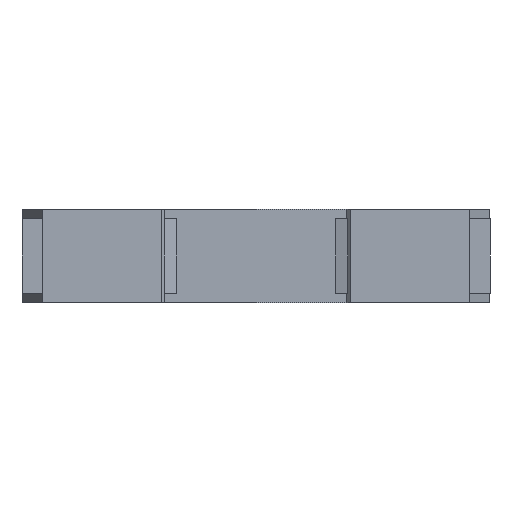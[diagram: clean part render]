
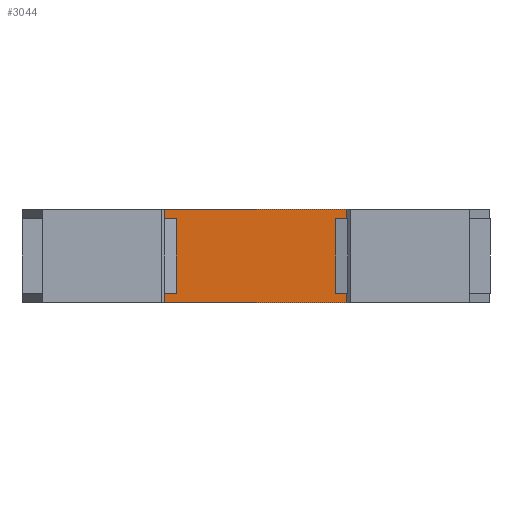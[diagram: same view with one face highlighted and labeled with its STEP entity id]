
A CAD part, front view. The second image highlights one B-rep face of the part: STEP entity #3044.
In plain terms, the highlighted planar face has unit normal (0, -1, 0).
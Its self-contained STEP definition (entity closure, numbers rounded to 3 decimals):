
#25 = VECTOR ( 'NONE', #187, 1000. ) ;
#30 = LINE ( 'NONE', #194, #25 ) ;
#187 = DIRECTION ( 'NONE',  ( 0., 0., 1. ) ) ;
#194 = CARTESIAN_POINT ( 'NONE',  ( 62.5, -61., 0. ) ) ;
#238 = DIRECTION ( 'NONE',  ( 0., 0., 1. ) ) ;
#329 = CARTESIAN_POINT ( 'NONE',  ( 0., -61., 17.9 ) ) ;
#375 = DIRECTION ( 'NONE',  ( 1., 0., 0. ) ) ;
#432 = CARTESIAN_POINT ( 'NONE',  ( 27.5, -61., 0. ) ) ;
#626 = EDGE_CURVE ( 'NONE', #2160, #1814, #30, .T. ) ;
#705 = ORIENTED_EDGE ( 'NONE', *, *, #1693, .T. ) ;
#857 = CARTESIAN_POINT ( 'NONE',  ( 62.5, -61., 0. ) ) ;
#883 = VECTOR ( 'NONE', #238, 1000. ) ;
#890 = VECTOR ( 'NONE', #375, 1000. ) ;
#895 = LINE ( 'NONE', #432, #883 ) ;
#898 = LINE ( 'NONE', #329, #890 ) ;
#1225 = FACE_OUTER_BOUND ( 'NONE', #2189, .T. ) ;
#1693 = EDGE_CURVE ( 'NONE', #1768, #2160, #2293, .T. ) ;
#1738 = ORIENTED_EDGE ( 'NONE', *, *, #3406, .F. ) ;
#1768 = VERTEX_POINT ( 'NONE', #3170 ) ;
#1772 = VERTEX_POINT ( 'NONE', #3198 ) ;
#1814 = VERTEX_POINT ( 'NONE', #1868 ) ;
#1868 = CARTESIAN_POINT ( 'NONE',  ( 62.5, -61., 17.9 ) ) ;
#2160 = VERTEX_POINT ( 'NONE', #857 ) ;
#2189 = EDGE_LOOP ( 'NONE', ( #2926, #1738, #705, #3168 ) ) ;
#2279 = VECTOR ( 'NONE', #2784, 1000. ) ;
#2293 = LINE ( 'NONE', #2757, #2279 ) ;
#2757 = CARTESIAN_POINT ( 'NONE',  ( 0., -61., 0. ) ) ;
#2760 = DIRECTION ( 'NONE',  ( 0., 0., -1. ) ) ;
#2776 = DIRECTION ( 'NONE',  ( 0., -1., 0. ) ) ;
#2784 = DIRECTION ( 'NONE',  ( 1., 0., 0. ) ) ;
#2801 = PLANE ( 'NONE',  #3559 ) ;
#2926 = ORIENTED_EDGE ( 'NONE', *, *, #3401, .F. ) ;
#3038 = CARTESIAN_POINT ( 'NONE',  ( 0., -61., 0. ) ) ;
#3044 = ADVANCED_FACE ( 'NONE', ( #1225 ), #2801, .T. ) ;
#3168 = ORIENTED_EDGE ( 'NONE', *, *, #626, .T. ) ;
#3170 = CARTESIAN_POINT ( 'NONE',  ( 27.5, -61., 0. ) ) ;
#3198 = CARTESIAN_POINT ( 'NONE',  ( 27.5, -61., 17.9 ) ) ;
#3401 = EDGE_CURVE ( 'NONE', #1772, #1814, #898, .T. ) ;
#3406 = EDGE_CURVE ( 'NONE', #1768, #1772, #895, .T. ) ;
#3559 = AXIS2_PLACEMENT_3D ( 'NONE', #3038, #2776, #2760 ) ;
